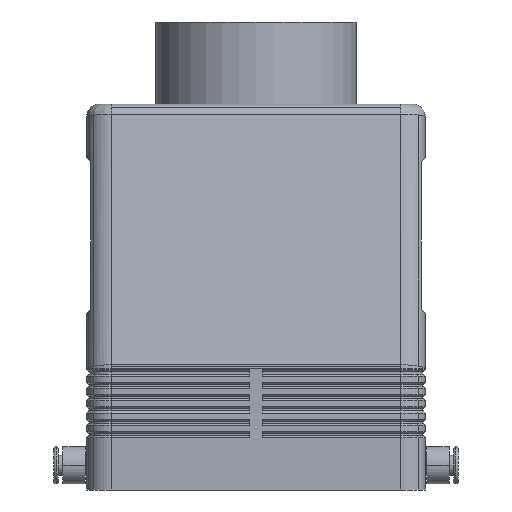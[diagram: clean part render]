
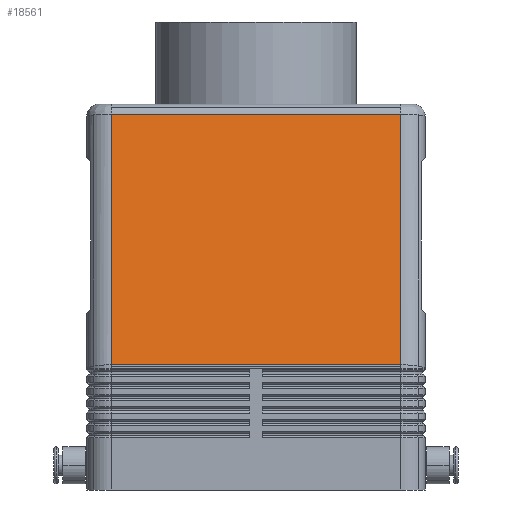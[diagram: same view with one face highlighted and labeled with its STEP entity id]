
A CAD part, left-side view. The second image highlights one B-rep face of the part: STEP entity #18561.
In plain terms, the highlighted planar face has unit normal (-0.986, 0, 0.166).
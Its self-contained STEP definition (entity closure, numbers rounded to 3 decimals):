
#651=CARTESIAN_POINT('',(-46.667,-35.25,30.493));
#652=VERTEX_POINT('',#651);
#660=CARTESIAN_POINT('',(-46.667,35.25,30.493));
#661=VERTEX_POINT('',#660);
#662=CARTESIAN_POINT('',(-46.667,-35.25,30.493));
#663=DIRECTION('',(0.0,1.0,0.0));
#664=VECTOR('',#663,70.5);
#665=LINE('',#662,#664);
#666=EDGE_CURVE('',#652,#661,#665,.T.);
#10095=CARTESIAN_POINT('',(-36.42,-35.25,91.497));
#10096=VERTEX_POINT('',#10095);
#10104=CARTESIAN_POINT('',(-36.42,-35.25,91.497));
#10105=DIRECTION('',(-0.166,0.0,-0.986));
#10106=VECTOR('',#10105,61.858);
#10107=LINE('',#10104,#10106);
#10108=EDGE_CURVE('',#10096,#652,#10107,.T.);
#18136=CARTESIAN_POINT('',(-36.42,35.25,91.497));
#18137=VERTEX_POINT('',#18136);
#18145=CARTESIAN_POINT('',(-36.42,35.25,91.497));
#18146=DIRECTION('',(0.0,-1.0,0.0));
#18147=VECTOR('',#18146,70.5);
#18148=LINE('',#18145,#18147);
#18149=EDGE_CURVE('',#18137,#10096,#18148,.T.);
#18528=CARTESIAN_POINT('',(-46.667,35.25,30.493));
#18529=DIRECTION('',(0.166,0.0,0.986));
#18530=VECTOR('',#18529,61.858);
#18531=LINE('',#18528,#18530);
#18532=EDGE_CURVE('',#661,#18137,#18531,.T.);
#18550=CARTESIAN_POINT('',(-36.0,0.0,94.0));
#18551=DIRECTION('',(-0.986,0.0,0.166));
#18552=DIRECTION('',(0.166,0.0,0.986));
#18553=AXIS2_PLACEMENT_3D('',#18550,#18551,#18552);
#18554=PLANE('',#18553);
#18555=ORIENTED_EDGE('',*,*,#18149,.F.);
#18556=ORIENTED_EDGE('',*,*,#18532,.F.);
#18557=ORIENTED_EDGE('',*,*,#666,.F.);
#18558=ORIENTED_EDGE('',*,*,#10108,.F.);
#18559=EDGE_LOOP('',(#18555,#18556,#18557,#18558));
#18560=FACE_OUTER_BOUND('',#18559,.T.);
#18561=ADVANCED_FACE('',(#18560),#18554,.T.);
